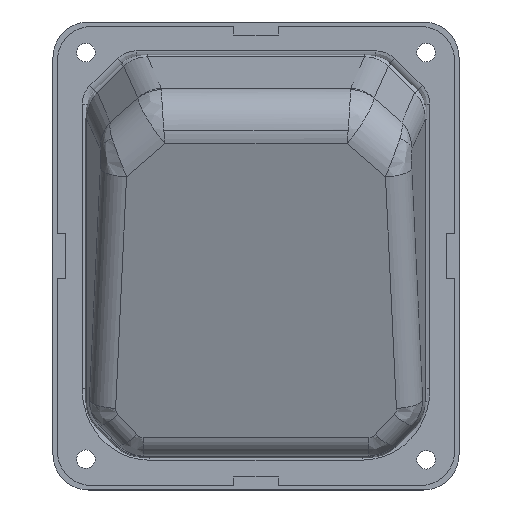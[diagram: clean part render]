
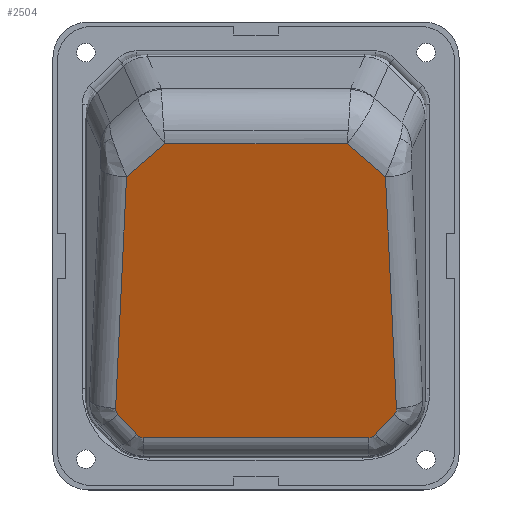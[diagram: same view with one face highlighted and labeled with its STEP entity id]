
A CAD part, top view. The second image highlights one B-rep face of the part: STEP entity #2504.
In plain terms, the highlighted planar face has unit normal (0, -0.309, 0.951).
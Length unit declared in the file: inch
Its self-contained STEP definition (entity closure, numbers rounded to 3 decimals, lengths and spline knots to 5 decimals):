
#269 = CARTESIAN_POINT ( 'NONE',  ( 1.9685, -1.67401, 0.35914 ) ) ;
#282 = ORIENTED_EDGE ( 'NONE', *, *, #3136, .F. ) ;
#602 = VECTOR ( 'NONE', #4651, 39.37008 ) ;
#652 = CARTESIAN_POINT ( 'NONE',  ( -1.23031, -1.4709, 0.42513 ) ) ;
#825 = LINE ( 'NONE', #9623, #5196 ) ;
#851 = CARTESIAN_POINT ( 'NONE',  ( 1.0272, -1.67411, 0.3591 ) ) ;
#894 = CARTESIAN_POINT ( 'NONE',  ( -1.24866, -1.43704, 0.43613 ) ) ;
#967 = CARTESIAN_POINT ( 'NONE',  ( -1.24985, -1.43122, 0.43802 ) ) ;
#1041 = CARTESIAN_POINT ( 'NONE',  ( -1.24826, -1.43854, 0.43565 ) ) ;
#1048 = B_SPLINE_CURVE_WITH_KNOTS ( 'NONE', 3,
 ( #4103, #2562, #851, #3299 ),
 .UNSPECIFIED., .F., .F.,
 ( 4, 4 ),
 ( 0., 1. ),
 .UNSPECIFIED. ) ;
#1051 = VERTEX_POINT ( 'NONE', #5171 ) ;
#1236 = VECTOR ( 'NONE', #10632, 39.37008 ) ;
#1493 = PLANE ( 'NONE',  #8218 ) ;
#1507 = EDGE_CURVE ( 'NONE', #3851, #5832, #1048, .T. ) ;
#1733 = CARTESIAN_POINT ( 'NONE',  ( -1.24972, -1.432, 0.43777 ) ) ;
#1816 = CARTESIAN_POINT ( 'NONE',  ( -1.25119, -1.42217, 0.44097 ) ) ;
#1919 = VERTEX_POINT ( 'NONE', #7617 ) ;
#2072 = ORIENTED_EDGE ( 'NONE', *, *, #8699, .F. ) ;
#2258 = DIRECTION ( 'NONE',  ( 0., -0.951, -0.309 ) ) ;
#2281 = ORIENTED_EDGE ( 'NONE', *, *, #4225, .F. ) ;
#2486 = EDGE_CURVE ( 'NONE', #1051, #3851, #5121, .T. ) ;
#2504 = ADVANCED_FACE ( 'NONE', ( #8133 ), #1493, .F. ) ;
#2510 = CARTESIAN_POINT ( 'NONE',  ( -1.06072, -1.65089, 0.36665 ) ) ;
#2550 = EDGE_CURVE ( 'NONE', #1919, #6277, #4266, .T. ) ;
#2555 = EDGE_LOOP ( 'NONE', ( #3156, #9137, #2281, #9763, #282, #7122, #9205, #5295, #2072, #7995, #5274, #6982 ) ) ;
#2562 = CARTESIAN_POINT ( 'NONE',  ( 1.04684, -1.66562, 0.36186 ) ) ;
#2663 = CARTESIAN_POINT ( 'NONE',  ( -1.24612, -1.44523, 0.43347 ) ) ;
#2967 = LINE ( 'NONE', #3178, #8737 ) ;
#3136 = EDGE_CURVE ( 'NONE', #5832, #1919, #4421, .T. ) ;
#3156 = ORIENTED_EDGE ( 'NONE', *, *, #6689, .F. ) ;
#3178 = CARTESIAN_POINT ( 'NONE',  ( 1.15353, 0.64713, 1.11332 ) ) ;
#3299 = CARTESIAN_POINT ( 'NONE',  ( 1.00659, -1.67401, 0.35914 ) ) ;
#3305 = EDGE_CURVE ( 'NONE', #5075, #1051, #5587, .T. ) ;
#3413 = CARTESIAN_POINT ( 'NONE',  ( -1.24626, -1.44485, 0.4336 ) ) ;
#3450 = CARTESIAN_POINT ( 'NONE',  ( -1.23384, -1.46716, 0.42635 ) ) ;
#3473 = CARTESIAN_POINT ( 'NONE',  ( -1.15353, 0.64713, 1.11332 ) ) ;
#3560 = CARTESIAN_POINT ( 'NONE',  ( -0.81166, 0.94175, 1.20905 ) ) ;
#3807 = VECTOR ( 'NONE', #7393, 39.37008 ) ;
#3851 = VERTEX_POINT ( 'NONE', #5654 ) ;
#4008 = VECTOR ( 'NONE', #7081, 39.37008 ) ;
#4103 = CARTESIAN_POINT ( 'NONE',  ( 1.06072, -1.65089, 0.36665 ) ) ;
#4225 = EDGE_CURVE ( 'NONE', #6277, #5964, #4920, .T. ) ;
#4254 = CARTESIAN_POINT ( 'NONE',  ( -1.24621, -1.445, 0.43355 ) ) ;
#4266 = B_SPLINE_CURVE_WITH_KNOTS ( 'NONE', 3,
 ( #5650, #8079, #6461, #6394 ),
 .UNSPECIFIED., .F., .F.,
 ( 4, 4 ),
 ( 0., 1. ),
 .UNSPECIFIED. ) ;
#4296 = CARTESIAN_POINT ( 'NONE',  ( -1.24467, -1.44892, 0.43227 ) ) ;
#4333 = CARTESIAN_POINT ( 'NONE',  ( -1.25106, -1.41684, 0.4427 ) ) ;
#4421 = LINE ( 'NONE', #269, #4008 ) ;
#4427 = CARTESIAN_POINT ( 'NONE',  ( 1.15353, 0.64713, 1.11332 ) ) ;
#4651 = DIRECTION ( 'NONE',  ( -0.667, 0.708, 0.23 ) ) ;
#4886 = CARTESIAN_POINT ( 'NONE',  ( 1.9685, 1.31618, 1.33071 ) ) ;
#4920 = LINE ( 'NONE', #8668, #602 ) ;
#5021 = LINE ( 'NONE', #10566, #1236 ) ;
#5075 = VERTEX_POINT ( 'NONE', #8974 ) ;
#5121 = LINE ( 'NONE', #6427, #3807 ) ;
#5129 = CARTESIAN_POINT ( 'NONE',  ( -1.24924, -1.43442, 0.43698 ) ) ;
#5171 = CARTESIAN_POINT ( 'NONE',  ( 1.23031, -1.4709, 0.42513 ) ) ;
#5196 = VECTOR ( 'NONE', #10482, 39.37008 ) ;
#5274 = ORIENTED_EDGE ( 'NONE', *, *, #8136, .F. ) ;
#5295 = ORIENTED_EDGE ( 'NONE', *, *, #3305, .F. ) ;
#5332 = CARTESIAN_POINT ( 'NONE',  ( 0.81166, 0.94175, 1.20905 ) ) ;
#5587 = B_SPLINE_CURVE_WITH_KNOTS ( 'NONE', 3,
 ( #6374, #7409, #6443, #8138 ),
 .UNSPECIFIED., .F., .F.,
 ( 4, 4 ),
 ( 0., 1. ),
 .UNSPECIFIED. ) ;
#5650 = CARTESIAN_POINT ( 'NONE',  ( -1.00659, -1.67401, 0.35914 ) ) ;
#5654 = CARTESIAN_POINT ( 'NONE',  ( 1.06072, -1.65089, 0.36665 ) ) ;
#5825 = VERTEX_POINT ( 'NONE', #3560 ) ;
#5832 = VERTEX_POINT ( 'NONE', #7833 ) ;
#5899 = CARTESIAN_POINT ( 'NONE',  ( -1.24631, -1.44472, 0.43364 ) ) ;
#5943 = DIRECTION ( 'NONE',  ( 0.741, -0.639, -0.207 ) ) ;
#5952 = CARTESIAN_POINT ( 'NONE',  ( 1.9685, 0.94175, 1.20905 ) ) ;
#5964 = VERTEX_POINT ( 'NONE', #652 ) ;
#5976 = CARTESIAN_POINT ( 'NONE',  ( -1.24281, -1.45305, 0.43093 ) ) ;
#5989 = EDGE_CURVE ( 'NONE', #6534, #5825, #5021, .T. ) ;
#6015 = CARTESIAN_POINT ( 'NONE',  ( -1.24717, -1.44235, 0.43441 ) ) ;
#6047 = CARTESIAN_POINT ( 'NONE',  ( -1.24552, -1.44682, 0.43296 ) ) ;
#6126 = VECTOR ( 'NONE', #7639, 39.37008 ) ;
#6277 = VERTEX_POINT ( 'NONE', #2510 ) ;
#6374 = CARTESIAN_POINT ( 'NONE',  ( 1.25091, -1.41359, 0.44375 ) ) ;
#6394 = CARTESIAN_POINT ( 'NONE',  ( -1.06072, -1.65089, 0.36665 ) ) ;
#6427 = CARTESIAN_POINT ( 'NONE',  ( 1.23031, -1.4709, 0.42513 ) ) ;
#6443 = CARTESIAN_POINT ( 'NONE',  ( 1.2445, -1.456, 0.42997 ) ) ;
#6461 = CARTESIAN_POINT ( 'NONE',  ( -1.04692, -1.66569, 0.36184 ) ) ;
#6534 = VERTEX_POINT ( 'NONE', #3473 ) ;
#6689 = EDGE_CURVE ( 'NONE', #10445, #6534, #825, .T. ) ;
#6746 = CARTESIAN_POINT ( 'NONE',  ( -1.23031, -1.4709, 0.42513 ) ) ;
#6825 = CARTESIAN_POINT ( 'NONE',  ( -1.25007, -1.42987, 0.43846 ) ) ;
#6982 = ORIENTED_EDGE ( 'NONE', *, *, #5989, .F. ) ;
#7081 = DIRECTION ( 'NONE',  ( -1., 0., 0. ) ) ;
#7090 = CARTESIAN_POINT ( 'NONE',  ( -1.25091, -1.41359, 0.44375 ) ) ;
#7122 = ORIENTED_EDGE ( 'NONE', *, *, #1507, .F. ) ;
#7189 = LINE ( 'NONE', #5952, #6126 ) ;
#7244 = DIRECTION ( 'NONE',  ( 0., 0.309, -0.951 ) ) ;
#7393 = DIRECTION ( 'NONE',  ( -0.667, -0.708, -0.23 ) ) ;
#7408 = EDGE_CURVE ( 'NONE', #5964, #10445, #7659, .T. ) ;
#7409 = CARTESIAN_POINT ( 'NONE',  ( 1.25192, -1.43506, 0.43678 ) ) ;
#7440 = VERTEX_POINT ( 'NONE', #5332 ) ;
#7591 = CARTESIAN_POINT ( 'NONE',  ( -1.24998, -1.43042, 0.43829 ) ) ;
#7617 = CARTESIAN_POINT ( 'NONE',  ( -1.00659, -1.67401, 0.35914 ) ) ;
#7639 = DIRECTION ( 'NONE',  ( 1., 0., 0. ) ) ;
#7659 = B_SPLINE_CURVE_WITH_KNOTS ( 'NONE', 3,
 ( #6746, #3450, #9303, #5976, #4296, #6047, #8493, #2663, #4254, #3413, #5899, #10117, #6015, #1041, #894, #5129, #8531, #1733, #967, #7591, #6825, #9334, #1816, #4333, #10154 ),
 .UNSPECIFIED., .F., .F.,
 ( 4, 1, 1, 1, 1, 1, 1, 2, 2, 2, 2, 2, 1, 2, 2, 4 ),
 ( 0., 0.25, 0.375, 0.4375, 0.46875, 0.48438, 0.49219, 0.49609, 0.5, 0.625, 0.6875, 0.71875, 0.73438, 0.74219, 0.75, 1. ),
 .UNSPECIFIED. ) ;
#7833 = CARTESIAN_POINT ( 'NONE',  ( 1.00659, -1.67401, 0.35914 ) ) ;
#7995 = ORIENTED_EDGE ( 'NONE', *, *, #9790, .F. ) ;
#8066 = VECTOR ( 'NONE', #5943, 39.37008 ) ;
#8079 = CARTESIAN_POINT ( 'NONE',  ( -1.0272, -1.67401, 0.35914 ) ) ;
#8133 = FACE_OUTER_BOUND ( 'NONE', #2555, .T. ) ;
#8136 = EDGE_CURVE ( 'NONE', #5825, #7440, #7189, .T. ) ;
#8138 = CARTESIAN_POINT ( 'NONE',  ( 1.23031, -1.4709, 0.42513 ) ) ;
#8218 = AXIS2_PLACEMENT_3D ( 'NONE', #4886, #7244, #2258 ) ;
#8244 = DIRECTION ( 'NONE',  ( 0.045, -0.95, -0.309 ) ) ;
#8493 = CARTESIAN_POINT ( 'NONE',  ( -1.24593, -1.44576, 0.4333 ) ) ;
#8531 = CARTESIAN_POINT ( 'NONE',  ( -1.24944, -1.43349, 0.43729 ) ) ;
#8668 = CARTESIAN_POINT ( 'NONE',  ( -1.06072, -1.65089, 0.36665 ) ) ;
#8699 = EDGE_CURVE ( 'NONE', #9000, #5075, #2967, .T. ) ;
#8737 = VECTOR ( 'NONE', #8244, 39.37008 ) ;
#8974 = CARTESIAN_POINT ( 'NONE',  ( 1.25091, -1.41359, 0.44375 ) ) ;
#9000 = VERTEX_POINT ( 'NONE', #4427 ) ;
#9137 = ORIENTED_EDGE ( 'NONE', *, *, #7408, .F. ) ;
#9205 = ORIENTED_EDGE ( 'NONE', *, *, #2486, .F. ) ;
#9303 = CARTESIAN_POINT ( 'NONE',  ( -1.23851, -1.46099, 0.42835 ) ) ;
#9334 = CARTESIAN_POINT ( 'NONE',  ( -1.25012, -1.42954, 0.43857 ) ) ;
#9623 = CARTESIAN_POINT ( 'NONE',  ( -1.25091, -1.41359, 0.44375 ) ) ;
#9763 = ORIENTED_EDGE ( 'NONE', *, *, #2550, .F. ) ;
#9790 = EDGE_CURVE ( 'NONE', #7440, #9000, #10005, .T. ) ;
#10005 = LINE ( 'NONE', #10058, #8066 ) ;
#10058 = CARTESIAN_POINT ( 'NONE',  ( 0.81166, 0.94175, 1.20905 ) ) ;
#10117 = CARTESIAN_POINT ( 'NONE',  ( -1.24659, -1.44396, 0.43389 ) ) ;
#10154 = CARTESIAN_POINT ( 'NONE',  ( -1.25091, -1.41359, 0.44375 ) ) ;
#10445 = VERTEX_POINT ( 'NONE', #7090 ) ;
#10482 = DIRECTION ( 'NONE',  ( 0.045, 0.95, 0.309 ) ) ;
#10566 = CARTESIAN_POINT ( 'NONE',  ( -1.15353, 0.64713, 1.11332 ) ) ;
#10632 = DIRECTION ( 'NONE',  ( 0.741, 0.639, 0.207 ) ) ;
